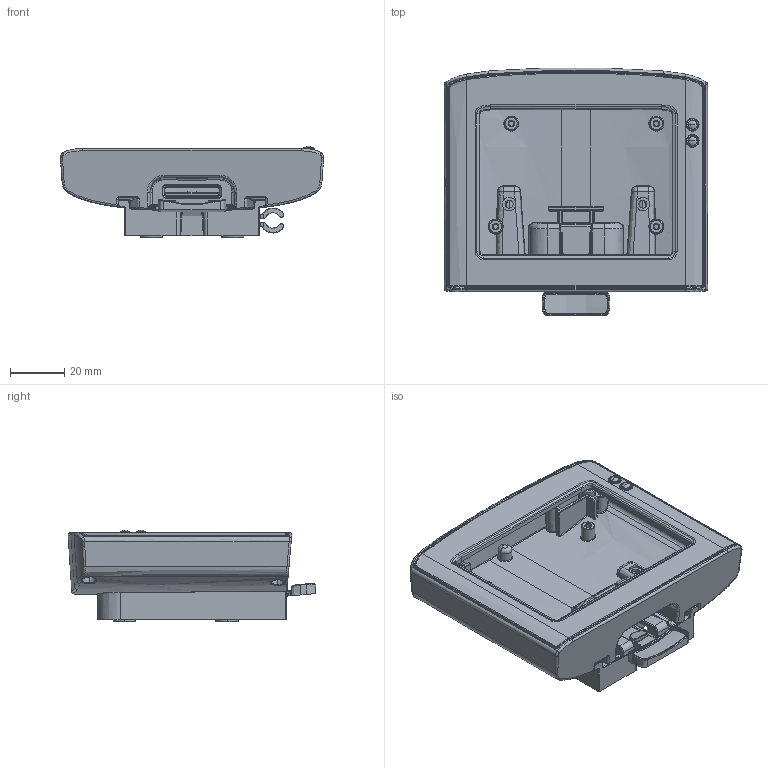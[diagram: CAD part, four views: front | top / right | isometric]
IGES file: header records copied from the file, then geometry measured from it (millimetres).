
Start section:  PTC IGES file: 148250.igs
Global section: file name: 148250.igs; native system: Pro/ENGINEER by Parametric Technology Corporation; preprocessor: 2009141; author: banengservice; organization: Unknown; date: 20110718.120149; units: inch
Bounding box: 97.36 x 91.63 x 33.84 mm (x, y, z)
Volume: 51848.1 mm3; surface area: 56133.7 mm2
Topology: 1 solids, 3 shells, 2118 faces, 4980 edges, 2901 vertices
Faces by surface type: bspline 1191, revolution 883, extrusion 44
